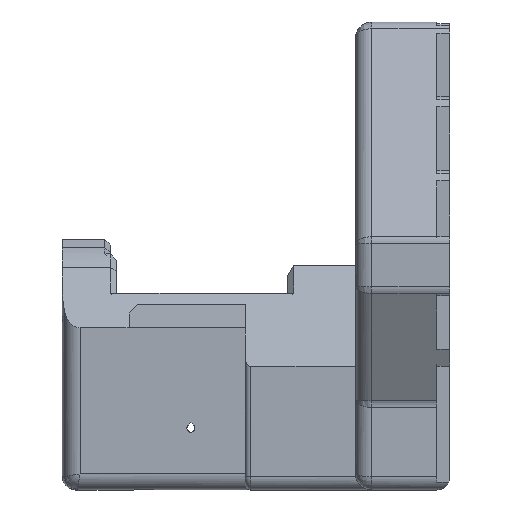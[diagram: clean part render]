
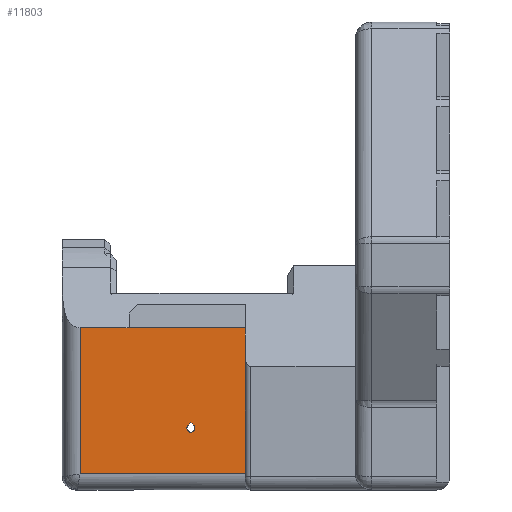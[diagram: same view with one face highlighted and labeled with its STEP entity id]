
A CAD part, left-side view. The second image highlights one B-rep face of the part: STEP entity #11803.
In plain terms, the highlighted planar face has unit normal (-1, 0, 0).
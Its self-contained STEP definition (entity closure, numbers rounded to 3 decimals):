
#158=FACE_BOUND('',#1749,.T.);
#575=PLANE('',#12605);
#1123=FACE_OUTER_BOUND('',#1748,.T.);
#1748=EDGE_LOOP('',(#10868,#10869,#10870,#10871,#10872));
#1749=EDGE_LOOP('',(#10873,#10874,#10875));
#1988=CIRCLE('',#12599,0.75);
#3352=LINE('',#19407,#4787);
#3354=LINE('',#19467,#4789);
#3362=LINE('',#19488,#4797);
#3366=LINE('',#19495,#4801);
#3372=LINE('',#19511,#4807);
#3376=LINE('',#19517,#4811);
#3377=LINE('',#19519,#4812);
#4787=VECTOR('',#15458,30.708);
#4789=VECTOR('',#15472,27.145);
#4797=VECTOR('',#15488,0.766);
#4801=VECTOR('',#15494,0.766);
#4807=VECTOR('',#15512,21.6);
#4811=VECTOR('',#15520,27.145);
#4812=VECTOR('',#15523,9.108);
#5916=VERTEX_POINT('',#19404);
#5917=VERTEX_POINT('',#19406);
#5921=VERTEX_POINT('',#19463);
#5930=VERTEX_POINT('',#19485);
#5931=VERTEX_POINT('',#19487);
#5933=VERTEX_POINT('',#19493);
#5936=VERTEX_POINT('',#19503);
#5937=VERTEX_POINT('',#19507);
#7581=EDGE_CURVE('',#5916,#5917,#3352,.F.);
#7590=EDGE_CURVE('',#5917,#5921,#3354,.F.);
#7599=EDGE_CURVE('',#5931,#5930,#3362,.T.);
#7603=EDGE_CURVE('',#5930,#5933,#3366,.T.);
#7605=EDGE_CURVE('',#5933,#5931,#1988,.T.);
#7611=EDGE_CURVE('',#5936,#5937,#3372,.T.);
#7615=EDGE_CURVE('',#5916,#5936,#3376,.T.);
#7616=EDGE_CURVE('',#5937,#5921,#3377,.T.);
#10868=ORIENTED_EDGE('',*,*,#7615,.T.);
#10869=ORIENTED_EDGE('',*,*,#7611,.T.);
#10870=ORIENTED_EDGE('',*,*,#7616,.T.);
#10871=ORIENTED_EDGE('',*,*,#7590,.F.);
#10872=ORIENTED_EDGE('',*,*,#7581,.F.);
#10873=ORIENTED_EDGE('',*,*,#7605,.T.);
#10874=ORIENTED_EDGE('',*,*,#7599,.T.);
#10875=ORIENTED_EDGE('',*,*,#7603,.T.);
#11803=ADVANCED_FACE('',(#1123,#158),#575,.F.);
#12599=AXIS2_PLACEMENT_3D('',#19498,#15499,#15500);
#12605=AXIS2_PLACEMENT_3D('',#19518,#15521,#15522);
#15458=DIRECTION('',(0.,-1.,0.));
#15472=DIRECTION('',(0.,0.,-1.));
#15488=DIRECTION('',(0.,-0.7,0.714));
#15494=DIRECTION('',(0.,-0.7,-0.714));
#15499=DIRECTION('center_axis',(1.,0.,0.));
#15500=DIRECTION('ref_axis',(0.,0.,
-1.));
#15512=DIRECTION('',(0.,1.,0.));
#15520=DIRECTION('',(0.,0.,1.));
#15521=DIRECTION('center_axis',(1.,0.,0.));
#15522=DIRECTION('ref_axis',(0.,0.,
-1.));
#15523=DIRECTION('',(0.,1.,0.));
#19404=CARTESIAN_POINT('',(-17.35,38.,-13.));
#19406=CARTESIAN_POINT('',(-17.35,68.708,-13.));
#19407=CARTESIAN_POINT('',(-17.35,68.708,-13.));
#19463=CARTESIAN_POINT('',(-17.35,68.708,14.145));
#19467=CARTESIAN_POINT('',(-17.35,68.708,14.145));
#19485=CARTESIAN_POINT('',(-17.35,48.1,-3.426));
#19487=CARTESIAN_POINT('',(-17.35,48.636,-3.973));
#19488=CARTESIAN_POINT('',(-17.35,48.636,-3.973));
#19493=CARTESIAN_POINT('',(-17.35,47.564,-3.973));
#19495=CARTESIAN_POINT('',(-17.35,48.1,-3.426));
#19498=CARTESIAN_POINT('Origin',(-17.35,48.1,-4.498));
#19503=CARTESIAN_POINT('',(-17.35,38.,14.145));
#19507=CARTESIAN_POINT('',(-17.35,59.6,14.145));
#19511=CARTESIAN_POINT('',(-17.35,38.,14.145));
#19517=CARTESIAN_POINT('',(-17.35,38.,-13.));
#19518=CARTESIAN_POINT('Origin',(-17.35,-46.688,36.974));
#19519=CARTESIAN_POINT('',(-17.35,59.6,14.145));
